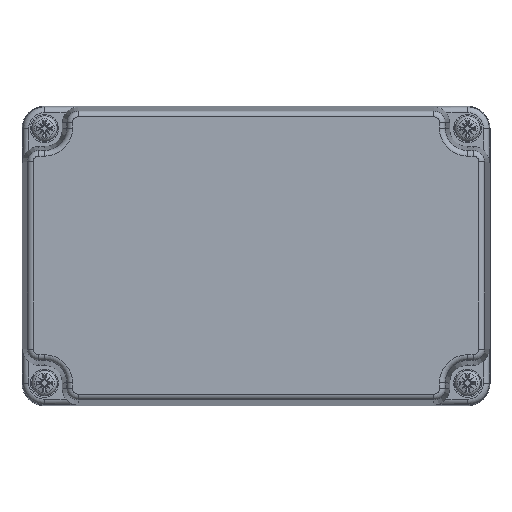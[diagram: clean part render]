
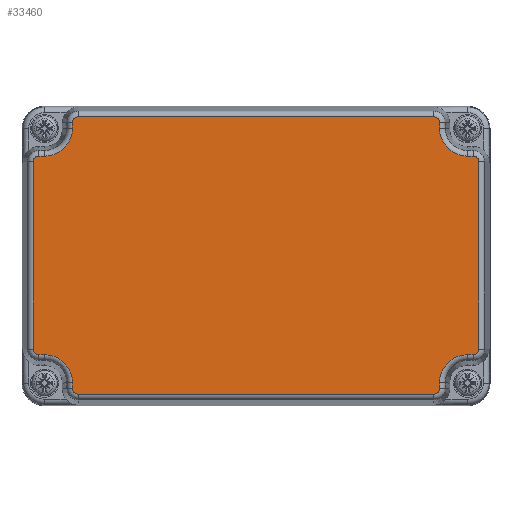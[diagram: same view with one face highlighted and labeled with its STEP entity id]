
A CAD part, top view. The second image highlights one B-rep face of the part: STEP entity #33460.
In plain terms, the highlighted face is planar.
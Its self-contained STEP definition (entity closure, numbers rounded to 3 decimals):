
#32383=CARTESIAN_POINT('',(-49.026,35.534,-84.0));
#32384=VERTEX_POINT('',#32383);
#32403=CARTESIAN_POINT('',(-47.5,37.06,-84.0));
#32404=VERTEX_POINT('',#32403);
#32412=CARTESIAN_POINT('',(-47.5,35.534,-84.0));
#32413=DIRECTION('',(0.0,0.0,1.0));
#32414=DIRECTION('',(-0.707,0.707,0.0));
#32415=AXIS2_PLACEMENT_3D('',#32412,#32413,#32414);
#32416=CIRCLE('',#32415,1.526);
#32417=EDGE_CURVE('',#32404,#32384,#32416,.T.);
#32429=CARTESIAN_POINT('',(47.5,37.06,-84.0));
#32430=VERTEX_POINT('',#32429);
#32438=CARTESIAN_POINT('',(47.5,37.06,-84.0));
#32439=DIRECTION('',(-1.0,0.0,0.0));
#32440=VECTOR('',#32439,95.);
#32441=LINE('',#32438,#32440);
#32442=EDGE_CURVE('',#32430,#32404,#32441,.T.);
#32461=CARTESIAN_POINT('',(49.026,35.534,-84.0));
#32462=VERTEX_POINT('',#32461);
#32470=CARTESIAN_POINT('',(47.5,35.534,-84.0));
#32471=DIRECTION('',(0.0,0.0,1.0));
#32472=DIRECTION('',(0.707,0.707,0.0));
#32473=AXIS2_PLACEMENT_3D('',#32470,#32471,#32472);
#32474=CIRCLE('',#32473,1.526);
#32475=EDGE_CURVE('',#32462,#32430,#32474,.T.);
#32495=CARTESIAN_POINT('',(49.026,34.,-84.0));
#32496=VERTEX_POINT('',#32495);
#32504=CARTESIAN_POINT('',(49.026,34.,-84.0));
#32505=DIRECTION('',(0.0,1.0,0.0));
#32506=VECTOR('',#32505,1.534);
#32507=LINE('',#32504,#32506);
#32508=EDGE_CURVE('',#32496,#32462,#32507,.T.);
#32527=CARTESIAN_POINT('',(56.5,26.526,-84.0));
#32528=VERTEX_POINT('',#32527);
#32536=CARTESIAN_POINT('',(56.5,34.,-84.0));
#32537=DIRECTION('',(0.0,0.0,-1.0));
#32538=DIRECTION('',(-0.707,-0.707,0.0));
#32539=AXIS2_PLACEMENT_3D('',#32536,#32537,#32538);
#32540=CIRCLE('',#32539,7.474);
#32541=EDGE_CURVE('',#32528,#32496,#32540,.T.);
#32561=CARTESIAN_POINT('',(58.034,26.526,-84.0));
#32562=VERTEX_POINT('',#32561);
#32570=CARTESIAN_POINT('',(58.034,26.526,-84.0));
#32571=DIRECTION('',(-1.0,0.0,0.0));
#32572=VECTOR('',#32571,1.534);
#32573=LINE('',#32570,#32572);
#32574=EDGE_CURVE('',#32562,#32528,#32573,.T.);
#32593=CARTESIAN_POINT('',(59.56,25.,-84.0));
#32594=VERTEX_POINT('',#32593);
#32602=CARTESIAN_POINT('',(58.034,25.,-84.0));
#32603=DIRECTION('',(0.0,0.0,1.0));
#32604=DIRECTION('',(0.707,0.707,0.0));
#32605=AXIS2_PLACEMENT_3D('',#32602,#32603,#32604);
#32606=CIRCLE('',#32605,1.526);
#32607=EDGE_CURVE('',#32594,#32562,#32606,.T.);
#32627=CARTESIAN_POINT('',(59.56,-25.,-84.0));
#32628=VERTEX_POINT('',#32627);
#32636=CARTESIAN_POINT('',(59.56,-25.,-84.0));
#32637=DIRECTION('',(0.0,1.0,0.0));
#32638=VECTOR('',#32637,50.);
#32639=LINE('',#32636,#32638);
#32640=EDGE_CURVE('',#32628,#32594,#32639,.T.);
#32659=CARTESIAN_POINT('',(58.034,-26.526,-84.0));
#32660=VERTEX_POINT('',#32659);
#32668=CARTESIAN_POINT('',(58.034,-25.,-84.0));
#32669=DIRECTION('',(0.0,0.0,1.0));
#32670=DIRECTION('',(0.707,-0.707,0.0));
#32671=AXIS2_PLACEMENT_3D('',#32668,#32669,#32670);
#32672=CIRCLE('',#32671,1.526);
#32673=EDGE_CURVE('',#32660,#32628,#32672,.T.);
#32693=CARTESIAN_POINT('',(56.5,-26.526,-84.0));
#32694=VERTEX_POINT('',#32693);
#32702=CARTESIAN_POINT('',(56.5,-26.526,-84.0));
#32703=DIRECTION('',(1.0,0.0,0.0));
#32704=VECTOR('',#32703,1.534);
#32705=LINE('',#32702,#32704);
#32706=EDGE_CURVE('',#32694,#32660,#32705,.T.);
#32725=CARTESIAN_POINT('',(49.026,-34.,-84.0));
#32726=VERTEX_POINT('',#32725);
#32734=CARTESIAN_POINT('',(56.5,-34.,-84.0));
#32735=DIRECTION('',(0.0,0.0,-1.0));
#32736=DIRECTION('',(-0.707,0.707,0.0));
#32737=AXIS2_PLACEMENT_3D('',#32734,#32735,#32736);
#32738=CIRCLE('',#32737,7.474);
#32739=EDGE_CURVE('',#32726,#32694,#32738,.T.);
#32759=CARTESIAN_POINT('',(49.026,-35.534,-84.0));
#32760=VERTEX_POINT('',#32759);
#32768=CARTESIAN_POINT('',(49.026,-35.534,-84.0));
#32769=DIRECTION('',(0.0,1.0,0.0));
#32770=VECTOR('',#32769,1.534);
#32771=LINE('',#32768,#32770);
#32772=EDGE_CURVE('',#32760,#32726,#32771,.T.);
#32791=CARTESIAN_POINT('',(47.5,-37.06,-84.0));
#32792=VERTEX_POINT('',#32791);
#32800=CARTESIAN_POINT('',(47.5,-35.534,-84.0));
#32801=DIRECTION('',(0.0,0.0,1.0));
#32802=DIRECTION('',(0.707,-0.707,0.0));
#32803=AXIS2_PLACEMENT_3D('',#32800,#32801,#32802);
#32804=CIRCLE('',#32803,1.526);
#32805=EDGE_CURVE('',#32792,#32760,#32804,.T.);
#32825=CARTESIAN_POINT('',(-47.5,-37.06,-84.0));
#32826=VERTEX_POINT('',#32825);
#32834=CARTESIAN_POINT('',(-47.5,-37.06,-84.0));
#32835=DIRECTION('',(1.0,0.0,0.0));
#32836=VECTOR('',#32835,95.);
#32837=LINE('',#32834,#32836);
#32838=EDGE_CURVE('',#32826,#32792,#32837,.T.);
#32857=CARTESIAN_POINT('',(-49.026,-35.534,-84.0));
#32858=VERTEX_POINT('',#32857);
#32866=CARTESIAN_POINT('',(-47.5,-35.534,-84.0));
#32867=DIRECTION('',(0.0,0.0,1.0));
#32868=DIRECTION('',(-0.707,-0.707,0.0));
#32869=AXIS2_PLACEMENT_3D('',#32866,#32867,#32868);
#32870=CIRCLE('',#32869,1.526);
#32871=EDGE_CURVE('',#32858,#32826,#32870,.T.);
#32891=CARTESIAN_POINT('',(-49.026,-34.,-84.0));
#32892=VERTEX_POINT('',#32891);
#32900=CARTESIAN_POINT('',(-49.026,-34.,-84.0));
#32901=DIRECTION('',(0.0,-1.0,0.0));
#32902=VECTOR('',#32901,1.534);
#32903=LINE('',#32900,#32902);
#32904=EDGE_CURVE('',#32892,#32858,#32903,.T.);
#32923=CARTESIAN_POINT('',(-56.5,-26.526,-84.0));
#32924=VERTEX_POINT('',#32923);
#32932=CARTESIAN_POINT('',(-56.5,-34.0,-84.0));
#32933=DIRECTION('',(0.0,0.0,-1.0));
#32934=DIRECTION('',(0.707,0.707,0.0));
#32935=AXIS2_PLACEMENT_3D('',#32932,#32933,#32934);
#32936=CIRCLE('',#32935,7.474);
#32937=EDGE_CURVE('',#32924,#32892,#32936,.T.);
#32957=CARTESIAN_POINT('',(-58.034,-26.526,-84.0));
#32958=VERTEX_POINT('',#32957);
#32966=CARTESIAN_POINT('',(-58.034,-26.526,-84.0));
#32967=DIRECTION('',(1.0,0.0,0.0));
#32968=VECTOR('',#32967,1.534);
#32969=LINE('',#32966,#32968);
#32970=EDGE_CURVE('',#32958,#32924,#32969,.T.);
#32989=CARTESIAN_POINT('',(-59.56,-25.,-84.0));
#32990=VERTEX_POINT('',#32989);
#32998=CARTESIAN_POINT('',(-58.034,-25.,-84.0));
#32999=DIRECTION('',(0.0,0.0,1.0));
#33000=DIRECTION('',(-0.707,-0.707,0.0));
#33001=AXIS2_PLACEMENT_3D('',#32998,#32999,#33000);
#33002=CIRCLE('',#33001,1.526);
#33003=EDGE_CURVE('',#32990,#32958,#33002,.T.);
#33023=CARTESIAN_POINT('',(-59.56,25.,-84.0));
#33024=VERTEX_POINT('',#33023);
#33032=CARTESIAN_POINT('',(-59.56,25.,-84.0));
#33033=DIRECTION('',(0.0,-1.0,0.0));
#33034=VECTOR('',#33033,50.);
#33035=LINE('',#33032,#33034);
#33036=EDGE_CURVE('',#33024,#32990,#33035,.T.);
#33055=CARTESIAN_POINT('',(-58.034,26.526,-84.0));
#33056=VERTEX_POINT('',#33055);
#33064=CARTESIAN_POINT('',(-58.034,25.,-84.0));
#33065=DIRECTION('',(0.0,0.0,1.0));
#33066=DIRECTION('',(-0.707,0.707,0.0));
#33067=AXIS2_PLACEMENT_3D('',#33064,#33065,#33066);
#33068=CIRCLE('',#33067,1.526);
#33069=EDGE_CURVE('',#33056,#33024,#33068,.T.);
#33089=CARTESIAN_POINT('',(-56.5,26.526,-84.0));
#33090=VERTEX_POINT('',#33089);
#33098=CARTESIAN_POINT('',(-56.5,26.526,-84.0));
#33099=DIRECTION('',(-1.0,0.0,0.0));
#33100=VECTOR('',#33099,1.534);
#33101=LINE('',#33098,#33100);
#33102=EDGE_CURVE('',#33090,#33056,#33101,.T.);
#33121=CARTESIAN_POINT('',(-49.026,34.,-84.0));
#33122=VERTEX_POINT('',#33121);
#33130=CARTESIAN_POINT('',(-56.5,34.0,-84.0));
#33131=DIRECTION('',(0.0,0.0,-1.0));
#33132=DIRECTION('',(0.707,-0.707,0.0));
#33133=AXIS2_PLACEMENT_3D('',#33130,#33131,#33132);
#33134=CIRCLE('',#33133,7.474);
#33135=EDGE_CURVE('',#33122,#33090,#33134,.T.);
#33154=CARTESIAN_POINT('',(-49.026,35.534,-84.0));
#33155=DIRECTION('',(0.0,-1.0,0.0));
#33156=VECTOR('',#33155,1.534);
#33157=LINE('',#33154,#33156);
#33158=EDGE_CURVE('',#32384,#33122,#33157,.T.);
#33429=CARTESIAN_POINT('',(0.,0.,-84.0));
#33430=DIRECTION('',(0.0,0.0,1.0));
#33431=DIRECTION('',(1.0,0.0,0.0));
#33432=AXIS2_PLACEMENT_3D('',#33429,#33430,#33431);
#33433=PLANE('',#33432);
#33434=ORIENTED_EDGE('',*,*,#32417,.F.);
#33435=ORIENTED_EDGE('',*,*,#32442,.F.);
#33436=ORIENTED_EDGE('',*,*,#32475,.F.);
#33437=ORIENTED_EDGE('',*,*,#32508,.F.);
#33438=ORIENTED_EDGE('',*,*,#32541,.F.);
#33439=ORIENTED_EDGE('',*,*,#32574,.F.);
#33440=ORIENTED_EDGE('',*,*,#32607,.F.);
#33441=ORIENTED_EDGE('',*,*,#32640,.F.);
#33442=ORIENTED_EDGE('',*,*,#32673,.F.);
#33443=ORIENTED_EDGE('',*,*,#32706,.F.);
#33444=ORIENTED_EDGE('',*,*,#32739,.F.);
#33445=ORIENTED_EDGE('',*,*,#32772,.F.);
#33446=ORIENTED_EDGE('',*,*,#32805,.F.);
#33447=ORIENTED_EDGE('',*,*,#32838,.F.);
#33448=ORIENTED_EDGE('',*,*,#32871,.F.);
#33449=ORIENTED_EDGE('',*,*,#32904,.F.);
#33450=ORIENTED_EDGE('',*,*,#32937,.F.);
#33451=ORIENTED_EDGE('',*,*,#32970,.F.);
#33452=ORIENTED_EDGE('',*,*,#33003,.F.);
#33453=ORIENTED_EDGE('',*,*,#33036,.F.);
#33454=ORIENTED_EDGE('',*,*,#33069,.F.);
#33455=ORIENTED_EDGE('',*,*,#33102,.F.);
#33456=ORIENTED_EDGE('',*,*,#33135,.F.);
#33457=ORIENTED_EDGE('',*,*,#33158,.F.);
#33458=EDGE_LOOP('',(#33434,#33435,#33436,#33437,#33438,#33439,#33440,#33441,#33442,#33443,#33444,#33445,#33446,#33447,#33448,#33449,#33450,#33451,#33452,#33453,#33454,#33455,#33456,#33457));
#33459=FACE_OUTER_BOUND('',#33458,.T.);
#33460=ADVANCED_FACE('',(#33459),#33433,.F.);
